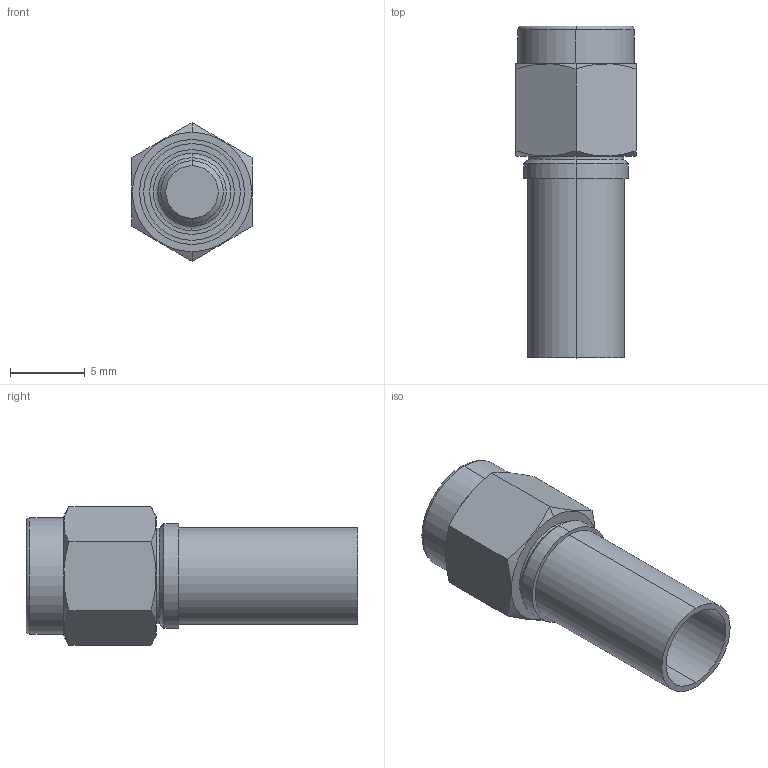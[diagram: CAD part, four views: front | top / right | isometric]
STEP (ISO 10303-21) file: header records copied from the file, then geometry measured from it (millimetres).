
FILE_DESCRIPTION((''),'2;1');
FILE_NAME('1','2021-08-11T',('Administrator'),(''),'PRO/ENGINEER BY PARAMETRIC TECHNOLOGY CORPORATION, 2012090','PRO/ENGINEER BY PARAMETRIC TECHNOLOGY CORPORATION, 2012090','');
FILE_SCHEMA(('CONFIG_CONTROL_DESIGN'));
Length unit declared in the file: millimetre
Products named in the file (1): 1
Bounding box: 8.01 x 22.15 x 9.25 mm (x, y, z)
Volume: 569.2 mm3; surface area: 1143 mm2
Topology: 1 solids, 1 shells, 88 faces, 189 edges, 113 vertices
Faces by surface type: cylinder 36, cone 22, plane 20, bspline 6, torus 4
Entity records: 3788 total; most frequent: CARTESIAN_POINT 1871, DIRECTION 396, ORIENTED_EDGE 378, EDGE_CURVE 189, AXIS2_PLACEMENT_3D 162, VERTEX_POINT 113, EDGE_LOOP 98, FACE_OUTER_BOUND 88
